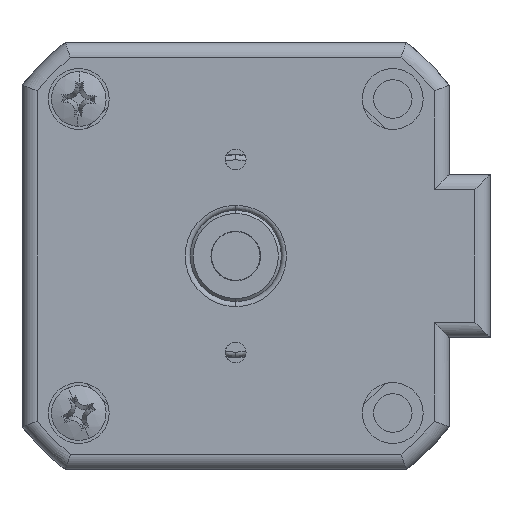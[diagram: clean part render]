
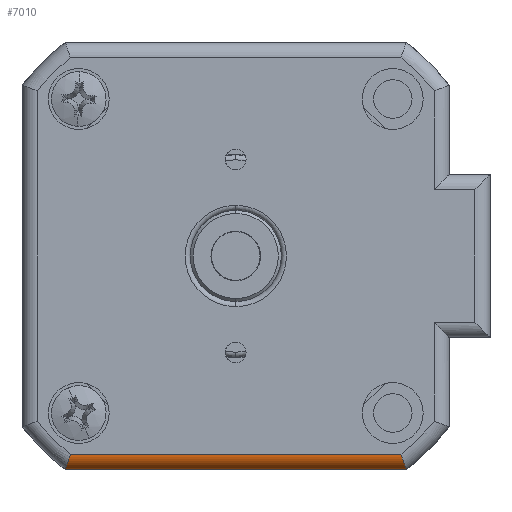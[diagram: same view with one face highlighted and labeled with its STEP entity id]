
A CAD part, front view. The second image highlights one B-rep face of the part: STEP entity #7010.
In plain terms, the highlighted cylindrical face has radius 1.5 mm (diameter 3 mm), a partial arc.
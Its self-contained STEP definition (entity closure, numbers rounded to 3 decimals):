
#638 = VECTOR ( 'NONE', #33104, 1000. ) ;
#1166 = CARTESIAN_POINT ( 'NONE',  ( 11.868, -25.527, -3.7 ) ) ;
#1237 = VERTEX_POINT ( 'NONE', #12439 ) ;
#2222 = CARTESIAN_POINT ( 'NONE',  ( -4.709, -25.707, -2.962 ) ) ;
#2668 = ORIENTED_EDGE ( 'NONE', *, *, #10995, .T. ) ;
#3360 = B_SPLINE_CURVE_WITH_KNOTS ( 'NONE', 3,
 ( #26492, #26871, #29319, #12371, #35036, #32987, #27255, #10174, #5066, #4944, #24758, #10658 ),
 .UNSPECIFIED., .F., .F.,
 ( 4, 2, 2, 2, 2, 4 ),
 ( 0., 0., 0.001, 0.001, 0.002, 0.002 ),
 .UNSPECIFIED. ) ;
#4086 = DIRECTION ( 'NONE',  ( -1., 0., 0. ) ) ;
#4944 = CARTESIAN_POINT ( 'NONE',  ( -21.159, -25.67, -3.345 ) ) ;
#5066 = CARTESIAN_POINT ( 'NONE',  ( -21.286, -25.527, -3.7 ) ) ;
#6470 = CARTESIAN_POINT ( 'NONE',  ( 11.928, -25.42, -3.867 ) ) ;
#6666 = CYLINDRICAL_SURFACE ( 'NONE', #33277, 1.5 ) ;
#6818 = CARTESIAN_POINT ( 'NONE',  ( 11.604, -25.707, -2.962 ) ) ;
#7010 = ADVANCED_FACE ( 'NONE', ( #13652 ), #6666, .T. ) ;
#7607 = VECTOR ( 'NONE', #4086, 1000. ) ;
#9263 = ORIENTED_EDGE ( 'NONE', *, *, #19000, .F. ) ;
#10174 = CARTESIAN_POINT ( 'NONE',  ( -21.345, -25.42, -3.867 ) ) ;
#10658 = CARTESIAN_POINT ( 'NONE',  ( -21.021, -25.707, -2.962 ) ) ;
#10995 = EDGE_CURVE ( 'NONE', #32120, #32889, #28634, .T. ) ;
#12051 = CARTESIAN_POINT ( 'NONE',  ( 12.12, -24.607, -4.411 ) ) ;
#12371 = CARTESIAN_POINT ( 'NONE',  ( -21.537, -24.607, -4.411 ) ) ;
#12439 = CARTESIAN_POINT ( 'NONE',  ( -21.021, -25.707, -2.962 ) ) ;
#12544 = CARTESIAN_POINT ( 'NONE',  ( 12.109, -24.704, -4.381 ) ) ;
#12731 = DIRECTION ( 'NONE',  ( 0., 0., 1. ) ) ;
#13652 = FACE_OUTER_BOUND ( 'NONE', #18038, .T. ) ;
#15081 = LINE ( 'NONE', #29355, #7607 ) ;
#15128 = CARTESIAN_POINT ( 'NONE',  ( -21.555, -24.207, -4.462 ) ) ;
#15141 = EDGE_CURVE ( 'NONE', #23533, #1237, #3360, .T. ) ;
#15437 = CARTESIAN_POINT ( 'NONE',  ( 12.134, -24.41, -4.452 ) ) ;
#15532 = CARTESIAN_POINT ( 'NONE',  ( 11.604, -25.707, -2.962 ) ) ;
#17748 = CARTESIAN_POINT ( 'NONE',  ( 12.027, -25.148, -4.147 ) ) ;
#18038 = EDGE_LOOP ( 'NONE', ( #2668, #23060, #33958, #9263 ) ) ;
#18385 = CARTESIAN_POINT ( 'NONE',  ( 12.137, -24.207, -4.462 ) ) ;
#19000 = EDGE_CURVE ( 'NONE', #32120, #23533, #15081, .T. ) ;
#23060 = ORIENTED_EDGE ( 'NONE', *, *, #25534, .F. ) ;
#23438 = CARTESIAN_POINT ( 'NONE',  ( 11.672, -25.707, -3.151 ) ) ;
#23533 = VERTEX_POINT ( 'NONE', #15128 ) ;
#24758 = CARTESIAN_POINT ( 'NONE',  ( -21.089, -25.707, -3.151 ) ) ;
#25534 = EDGE_CURVE ( 'NONE', #1237, #32889, #27563, .T. ) ;
#26492 = CARTESIAN_POINT ( 'NONE',  ( -21.555, -24.207, -4.462 ) ) ;
#26542 = CARTESIAN_POINT ( 'NONE',  ( 12.067, -24.981, -4.263 ) ) ;
#26721 = CARTESIAN_POINT ( 'NONE',  ( -21.555, -24.207, -2.962 ) ) ;
#26871 = CARTESIAN_POINT ( 'NONE',  ( -21.555, -24.309, -4.462 ) ) ;
#27255 = CARTESIAN_POINT ( 'NONE',  ( -21.444, -25.148, -4.147 ) ) ;
#27563 = LINE ( 'NONE', #2222, #638 ) ;
#28634 = B_SPLINE_CURVE_WITH_KNOTS ( 'NONE', 3,
 ( #29242, #29372, #15437, #12051, #12544, #26542, #17748, #6470, #1166, #32211, #23438, #6818 ),
 .UNSPECIFIED., .F., .F.,
 ( 4, 2, 2, 2, 2, 4 ),
 ( 0., 0., 0.001, 0.001, 0.002, 0.002 ),
 .UNSPECIFIED. ) ;
#29242 = CARTESIAN_POINT ( 'NONE',  ( 12.137, -24.207, -4.462 ) ) ;
#29319 = CARTESIAN_POINT ( 'NONE',  ( -21.551, -24.41, -4.452 ) ) ;
#29355 = CARTESIAN_POINT ( 'NONE',  ( -21.555, -24.207, -4.462 ) ) ;
#29372 = CARTESIAN_POINT ( 'NONE',  ( 12.137, -24.309, -4.462 ) ) ;
#29682 = DIRECTION ( 'NONE',  ( -1., 0., 0. ) ) ;
#32120 = VERTEX_POINT ( 'NONE', #18385 ) ;
#32211 = CARTESIAN_POINT ( 'NONE',  ( 11.741, -25.67, -3.345 ) ) ;
#32889 = VERTEX_POINT ( 'NONE', #15532 ) ;
#32987 = CARTESIAN_POINT ( 'NONE',  ( -21.485, -24.981, -4.263 ) ) ;
#33104 = DIRECTION ( 'NONE',  ( 1., 0., 0. ) ) ;
#33277 = AXIS2_PLACEMENT_3D ( 'NONE', #26721, #29682, #12731 ) ;
#33958 = ORIENTED_EDGE ( 'NONE', *, *, #15141, .F. ) ;
#35036 = CARTESIAN_POINT ( 'NONE',  ( -21.526, -24.704, -4.381 ) ) ;
